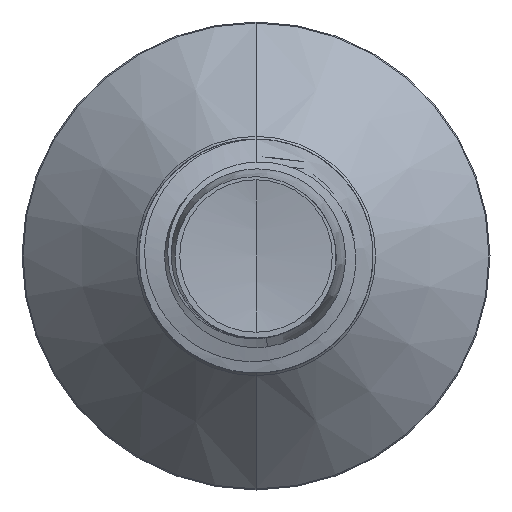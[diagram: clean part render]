
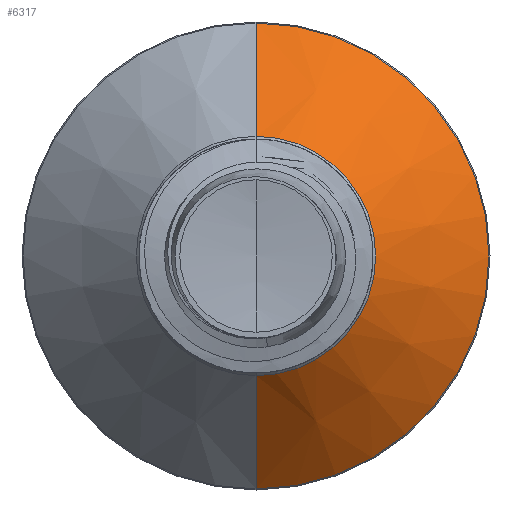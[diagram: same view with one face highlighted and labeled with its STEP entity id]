
A CAD part, front view. The second image highlights one B-rep face of the part: STEP entity #6317.
In plain terms, the highlighted conical face has half-angle 45 degrees and reference radius 2.302 mm.
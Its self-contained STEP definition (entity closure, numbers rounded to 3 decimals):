
#490 = VERTEX_POINT ( 'NONE', #8822 ) ;
#548 = CIRCLE ( 'NONE', #7109, 4.48 ) ;
#2722 = VERTEX_POINT ( 'NONE', #36633 ) ;
#2885 = CARTESIAN_POINT ( 'NONE',  ( 0., 19.602, 2.302 ) ) ;
#4573 = VERTEX_POINT ( 'NONE', #35373 ) ;
#4814 = DIRECTION ( 'NONE',  ( 0., 0., 1. ) ) ;
#5368 = ORIENTED_EDGE ( 'NONE', *, *, #22285, .F. ) ;
#6317 = ADVANCED_FACE ( 'NONE', ( #20599 ), #16900, .T. ) ;
#7109 = AXIS2_PLACEMENT_3D ( 'NONE', #17722, #38596, #20695 ) ;
#8553 = CARTESIAN_POINT ( 'NONE',  ( 0., 19.602, 2.302 ) ) ;
#8822 = CARTESIAN_POINT ( 'NONE',  ( 0., 21.78, 4.48 ) ) ;
#9338 = CARTESIAN_POINT ( 'NONE',  ( 0., 19.602, -2.302 ) ) ;
#9569 = CARTESIAN_POINT ( 'NONE',  ( 0., 19.602, 0. ) ) ;
#12540 = DIRECTION ( 'NONE',  ( 0., 0., 1. ) ) ;
#13089 = AXIS2_PLACEMENT_3D ( 'NONE', #9569, #30394, #12540 ) ;
#13362 = VERTEX_POINT ( 'NONE', #2885 ) ;
#16900 = CONICAL_SURFACE ( 'NONE', #23788, 2.302, 0.785 ) ;
#17722 = CARTESIAN_POINT ( 'NONE',  ( 0., 21.78, 0. ) ) ;
#18570 = VECTOR ( 'NONE', #29366, 1000. ) ;
#19227 = CARTESIAN_POINT ( 'NONE',  ( 0., 19.602, 0. ) ) ;
#20599 = FACE_OUTER_BOUND ( 'NONE', #24024, .T. ) ;
#20695 = DIRECTION ( 'NONE',  ( 0., 0., 1. ) ) ;
#22285 = EDGE_CURVE ( 'NONE', #490, #2722, #548, .T. ) ;
#22616 = EDGE_CURVE ( 'NONE', #13362, #4573, #37380, .T. ) ;
#23788 = AXIS2_PLACEMENT_3D ( 'NONE', #19227, #25578, #4814 ) ;
#24024 = EDGE_LOOP ( 'NONE', ( #37975, #27378, #5368, #27143 ) ) ;
#25304 = EDGE_CURVE ( 'NONE', #4573, #2722, #34089, .T. ) ;
#25578 = DIRECTION ( 'NONE',  ( 0., 1., 0. ) ) ;
#26089 = VECTOR ( 'NONE', #30167, 1000. ) ;
#27143 = ORIENTED_EDGE ( 'NONE', *, *, #34952, .F. ) ;
#27378 = ORIENTED_EDGE ( 'NONE', *, *, #25304, .T. ) ;
#29366 = DIRECTION ( 'NONE',  ( 0., 0.707, 0.707 ) ) ;
#30167 = DIRECTION ( 'NONE',  ( 0., 0.707, -0.707 ) ) ;
#30394 = DIRECTION ( 'NONE',  ( 0., 1., 0. ) ) ;
#34089 = LINE ( 'NONE', #9338, #26089 ) ;
#34474 = LINE ( 'NONE', #8553, #18570 ) ;
#34952 = EDGE_CURVE ( 'NONE', #13362, #490, #34474, .T. ) ;
#35373 = CARTESIAN_POINT ( 'NONE',  ( 0., 19.602, -2.302 ) ) ;
#36633 = CARTESIAN_POINT ( 'NONE',  ( 0., 21.78, -4.48 ) ) ;
#37380 = CIRCLE ( 'NONE', #13089, 2.302 ) ;
#37975 = ORIENTED_EDGE ( 'NONE', *, *, #22616, .T. ) ;
#38596 = DIRECTION ( 'NONE',  ( 0., 1., 0. ) ) ;
